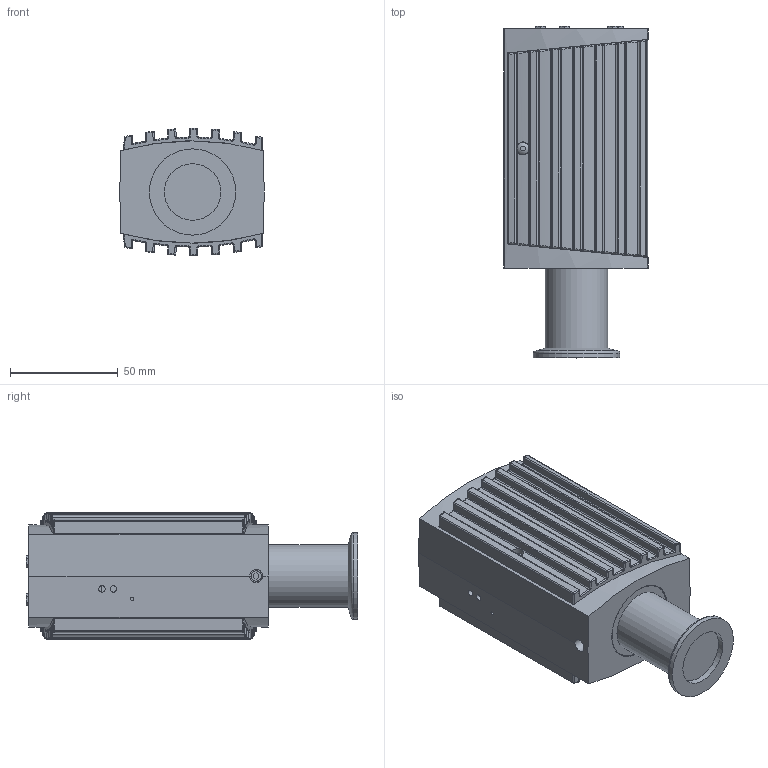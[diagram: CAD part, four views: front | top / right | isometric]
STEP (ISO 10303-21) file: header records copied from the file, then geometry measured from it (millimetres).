
FILE_DESCRIPTION((''),'2;1');
FILE_NAME('M353-505.stp','2013-04-04T10:15:15',('GELH'),(''),'Autodesk Inventor 2012','Autodesk Inventor 2012','');
FILE_SCHEMA(('AUTOMOTIVE_DESIGN { 1 0 10303 214 1 1 1 1 }'));
Length unit declared in the file: millimetre
Products named in the file (1): M353-505
Bounding box: 67 x 153.9 x 59 mm (x, y, z)
Volume: 126521.3 mm3; surface area: 86156.3 mm2
Topology: 1 solids, 1 shells, 827 faces, 2210 edges, 1400 vertices
Faces by surface type: plane 388, cylinder 272, bspline 100, sphere 58, torus 5, cone 4
Full cylindrical faces by diameter (mm): 1.5 x1, 2.3 x2, 2.4 x4, 2.8 x2, 3 x10, 3.2 x6, 4 x1, 4.2 x2, 4.8 x1, 5.6 x2, 6 x3, 24.8 x1, 25 x1, 25.6 x1, 26.2 x1, 29 x1, 31.95 x2, 32 x1, 40 x1
Entity records: 33426 total; most frequent: CARTESIAN_POINT 12677, DIRECTION 4438, ORIENTED_EDGE 4268, EDGE_CURVE 2134, AXIS2_PLACEMENT_3D 1630, VERTEX_POINT 1380, VECTOR 1178, LINE 1178
